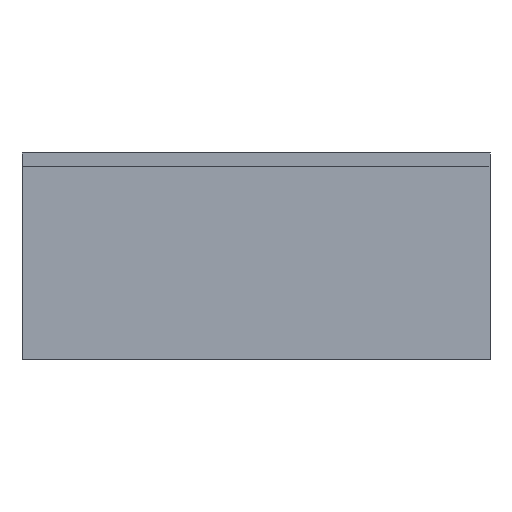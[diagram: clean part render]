
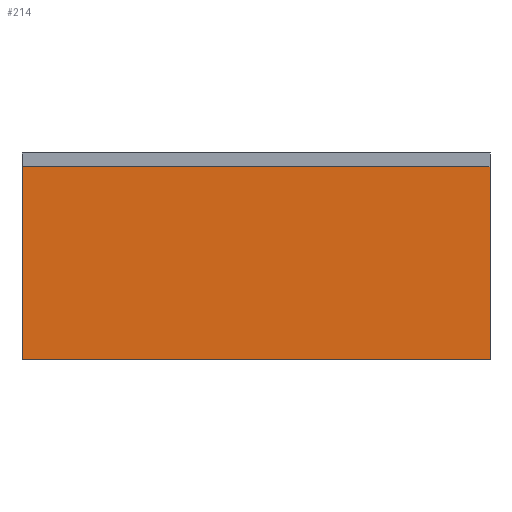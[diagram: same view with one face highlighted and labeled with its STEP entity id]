
A CAD part, front view. The second image highlights one B-rep face of the part: STEP entity #214.
In plain terms, the highlighted planar face has unit normal (0, -1, 0).
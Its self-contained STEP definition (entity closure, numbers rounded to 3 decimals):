
#214=ADVANCED_FACE('',(#396),#3090,.T.);
#396=FACE_OUTER_BOUND('',#588,.T.);
#588=EDGE_LOOP('',(#1566,#1567,#1568,#1569,#1570));
#1566=ORIENTED_EDGE('',*,*,#1612,.T.);
#1567=ORIENTED_EDGE('',*,*,#1900,.F.);
#1568=ORIENTED_EDGE('',*,*,#1929,.F.);
#1569=ORIENTED_EDGE('',*,*,#1927,.F.);
#1570=ORIENTED_EDGE('',*,*,#1928,.T.);
#1612=EDGE_CURVE('',#2585,#2603,#2330,.T.);
#1900=EDGE_CURVE('',#2800,#2603,#2481,.T.);
#1927=EDGE_CURVE('',#2818,#2817,#2488,.T.);
#1928=EDGE_CURVE('',#2818,#2585,#2489,.T.);
#1929=EDGE_CURVE('',#2817,#2800,#2490,.T.);
#2330=B_SPLINE_CURVE_WITH_KNOTS('',1,(#5093,#5094),.UNSPECIFIED.,.F.,.F.,
(2,2),(-54.5,0.),.UNSPECIFIED.);
#2481=B_SPLINE_CURVE_WITH_KNOTS('',1,(#5954,#5955),.UNSPECIFIED.,.F.,.F.,
(2,2),(143.528,165.928),.UNSPECIFIED.);
#2488=B_SPLINE_CURVE_WITH_KNOTS('',1,(#6046,#6047),.UNSPECIFIED.,.F.,.F.,
(2,2),(185.337,197.33),.UNSPECIFIED.);
#2489=B_SPLINE_CURVE_WITH_KNOTS('',1,(#6048,#6049),.UNSPECIFIED.,.F.,.F.,
(2,2),(185.337,195.744),.UNSPECIFIED.);
#2490=B_SPLINE_CURVE_WITH_KNOTS('',1,(#6050,#6051),.UNSPECIFIED.,.F.,.F.,
(2,2),(-63.7,-9.2),.UNSPECIFIED.);
#2585=VERTEX_POINT('',#4710);
#2603=VERTEX_POINT('',#4728);
#2800=VERTEX_POINT('',#4925);
#2817=VERTEX_POINT('',#4942);
#2818=VERTEX_POINT('',#4943);
#3090=PLANE('',#3199);
#3199=AXIS2_PLACEMENT_3D('',#4705,#3291,$);
#3291=DIRECTION('',(0.,-1.,0.));
#4705=CARTESIAN_POINT('',(-4.045,-1.9,17.559));
#4710=CARTESIAN_POINT('',(51.,-1.9,5.2));
#4728=CARTESIAN_POINT('',(-3.5,-1.9,5.2));
#4925=CARTESIAN_POINT('',(-3.5,-1.9,-17.2));
#4942=CARTESIAN_POINT('',(51.,-1.9,-17.2));
#4943=CARTESIAN_POINT('',(51.,-1.9,-5.207));
#5093=CARTESIAN_POINT('',(51.,-1.9,5.2));
#5094=CARTESIAN_POINT('',(-3.5,-1.9,5.2));
#5954=CARTESIAN_POINT('',(-3.5,-1.9,-17.2));
#5955=CARTESIAN_POINT('',(-3.5,-1.9,5.2));
#6046=CARTESIAN_POINT('',(51.,-1.9,-5.207));
#6047=CARTESIAN_POINT('',(51.,-1.9,-17.2));
#6048=CARTESIAN_POINT('',(51.,-1.9,-5.207));
#6049=CARTESIAN_POINT('',(51.,-1.9,5.2));
#6050=CARTESIAN_POINT('',(51.,-1.9,-17.2));
#6051=CARTESIAN_POINT('',(-3.5,-1.9,-17.2));
